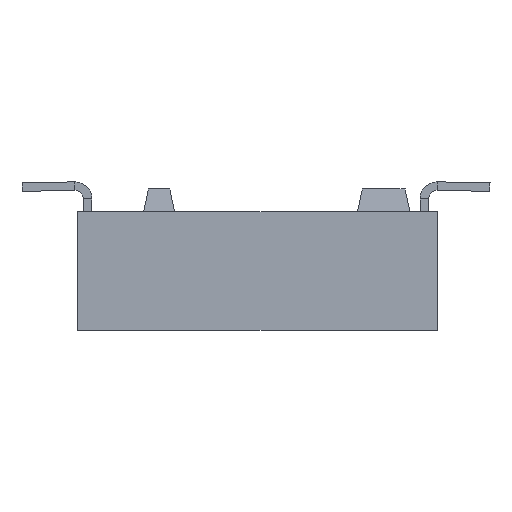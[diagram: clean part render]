
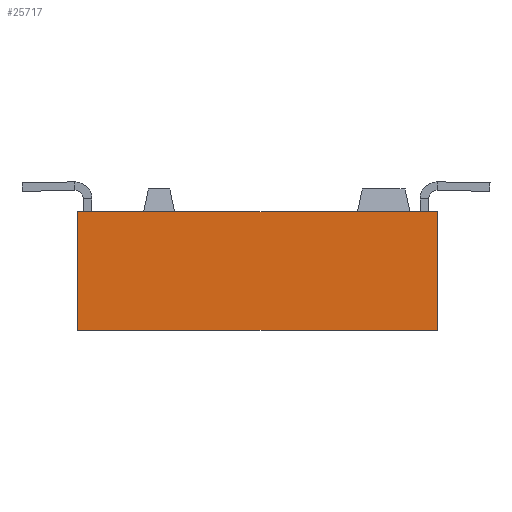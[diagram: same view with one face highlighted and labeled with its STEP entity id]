
A CAD part, left-side view. The second image highlights one B-rep face of the part: STEP entity #25717.
In plain terms, the highlighted planar face has unit normal (-1, 0, 0).
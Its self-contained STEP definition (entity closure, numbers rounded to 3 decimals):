
#33=DIRECTION('',(0.,0.,1.));
#34=VECTOR('',#33,2.77);
#35=CARTESIAN_POINT('',(-15.2,-4.2,-1.385));
#36=LINE('4781',#35,#34);
#649=DIRECTION('',(0.,1.,0.));
#650=VECTOR('',#649,8.4);
#651=CARTESIAN_POINT('',(-15.2,-4.2,1.385));
#652=LINE('4787',#651,#650);
#6405=DIRECTION('',(0.,1.,0.));
#6406=VECTOR('',#6405,8.4);
#6407=CARTESIAN_POINT('',(-15.2,-4.2,-1.385));
#6408=LINE('4786',#6407,#6406);
#10805=DIRECTION('',(0.,0.,1.));
#10806=VECTOR('',#10805,2.77);
#10807=CARTESIAN_POINT('',(-15.2,4.2,-1.385));
#10808=LINE('4784',#10807,#10806);
#12697=CARTESIAN_POINT('',(-15.2,-4.2,-1.385));
#12698=CARTESIAN_POINT('',(-15.2,-4.2,1.385));
#12699=VERTEX_POINT('',#12697);
#12700=VERTEX_POINT('',#12698);
#12705=CARTESIAN_POINT('',(-15.2,4.2,-1.385));
#12706=CARTESIAN_POINT('',(-15.2,4.2,1.385));
#12707=VERTEX_POINT('',#12705);
#12708=VERTEX_POINT('',#12706);
#25704=CARTESIAN_POINT('',(-15.2,-4.2,-1.385));
#25705=DIRECTION('',(-1.,0.,0.));
#25706=DIRECTION('',(0.,0.,1.));
#25707=AXIS2_PLACEMENT_3D('',#25704,#25705,#25706);
#25708=PLANE('3577',#25707);
#25709=ORIENTED_EDGE('4781',*,*,#16526,.F.);
#25711=ORIENTED_EDGE('4786',*,*,#25710,.T.);
#25713=ORIENTED_EDGE('4784',*,*,#25712,.T.);
#25714=ORIENTED_EDGE('4787',*,*,#16892,.F.);
#25715=EDGE_LOOP('3577',(#25709,#25711,#25713,#25714));
#25716=FACE_OUTER_BOUND('3577',#25715,.F.);
#25717=ADVANCED_FACE('3577',(#25716),#25708,.T.);
#16526=EDGE_CURVE('4781',#12699,#12700,#36,.T.);
#16892=EDGE_CURVE('4787',#12700,#12708,#652,.T.);
#25710=EDGE_CURVE('4786',#12699,#12707,#6408,.T.);
#25712=EDGE_CURVE('4784',#12707,#12708,#10808,.T.);
